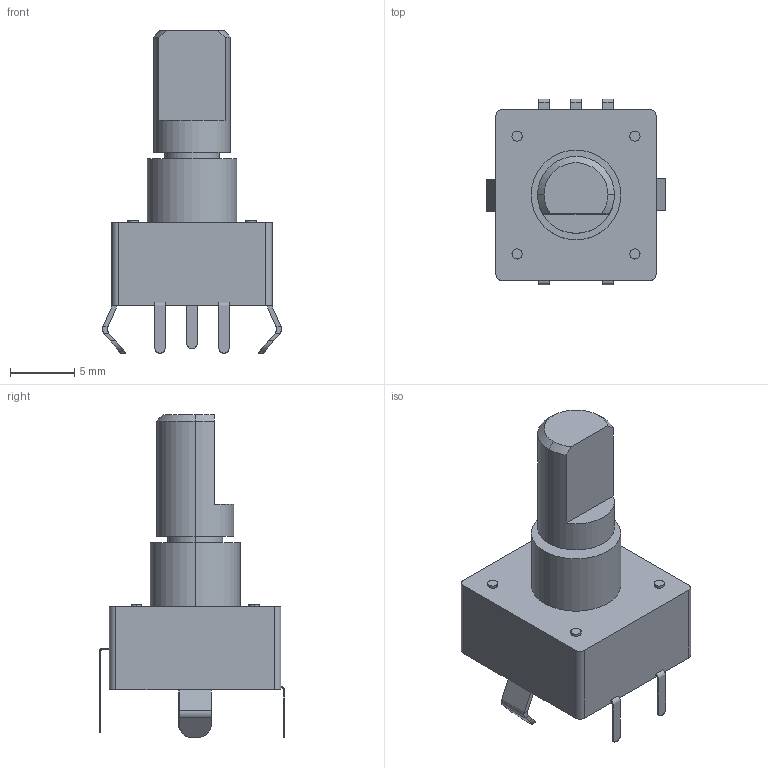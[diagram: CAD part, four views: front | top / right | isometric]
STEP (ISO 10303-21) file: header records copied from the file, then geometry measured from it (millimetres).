
FILE_DESCRIPTION (( 'STEP AP214' ), '1' );
FILE_NAME ('PEC11R-4115F-S0018_1.STEP', '2021-03-25T17:02:23', ( '' ), ( '' ), 'SwSTEP 2.0', 'SolidWorks 2020', '' );
FILE_SCHEMA (( 'AUTOMOTIVE_DESIGN' ));
Length unit declared in the file: millimetre
Products named in the file (1): PEC11R-4115F-S0018_1
Bounding box: 14 x 14.5 x 25.2 mm (x, y, z)
Volume: 1525.2 mm3; surface area: 1078.7 mm2
Topology: 1 solids, 1 shells, 120 faces, 280 edges, 174 vertices
Faces by surface type: plane 71, cylinder 38, bspline 8, cone 3
Entity records: 4842 total; most frequent: CARTESIAN_POINT 917, ORIENTED_EDGE 560, DIRECTION 553, EDGE_CURVE 280, AXIS2_PLACEMENT_3D 186, LINE 181, VECTOR 181, VERTEX_POINT 174
